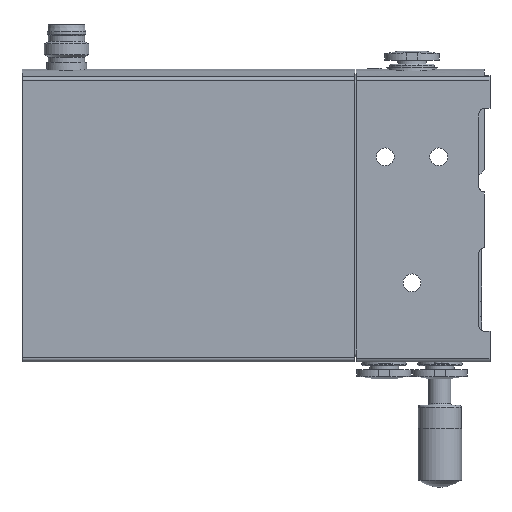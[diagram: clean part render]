
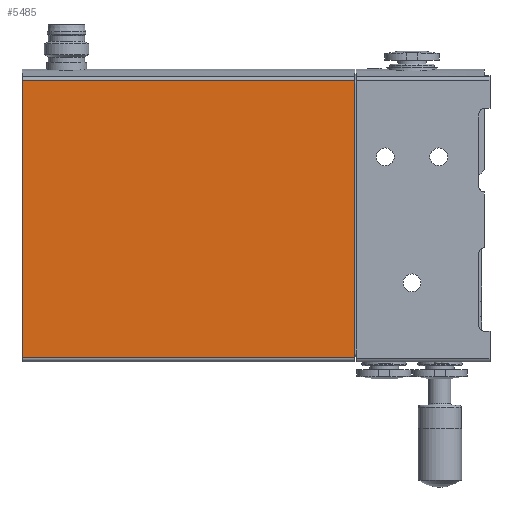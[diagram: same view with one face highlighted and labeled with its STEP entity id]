
A CAD part, left-side view. The second image highlights one B-rep face of the part: STEP entity #5485.
In plain terms, the highlighted planar face has unit normal (-1, 0, 0).
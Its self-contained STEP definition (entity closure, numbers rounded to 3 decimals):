
#755=ORIENTED_EDGE('',*,*,#1736,.T.);
#756=ORIENTED_EDGE('',*,*,#1737,.T.);
#757=ORIENTED_EDGE('',*,*,#1738,.F.);
#758=ORIENTED_EDGE('',*,*,#1739,.F.);
#1736=EDGE_CURVE('',#2205,#2206,#2517,.T.);
#1737=EDGE_CURVE('',#2206,#2207,#2518,.T.);
#1738=EDGE_CURVE('',#2208,#2207,#2519,.T.);
#1739=EDGE_CURVE('',#2205,#2208,#2520,.T.);
#2205=VERTEX_POINT('',#8058);
#2206=VERTEX_POINT('',#8059);
#2207=VERTEX_POINT('',#8061);
#2208=VERTEX_POINT('',#8063);
#2517=LINE('',#8057,#2780);
#2518=LINE('',#8060,#2781);
#2519=LINE('',#8062,#2782);
#2520=LINE('',#8064,#2783);
#2780=VECTOR('',#6639,1000.);
#2781=VECTOR('',#6640,1000.);
#2782=VECTOR('',#6641,1000.);
#2783=VECTOR('',#6642,1000.);
#2972=EDGE_LOOP('',(#755,#756,#757,#758));
#3312=FACE_BOUND('',#2972,.T.);
#3624=PLANE('',#5842);
#5485=ADVANCED_FACE('',(#3312),#3624,.F.);
#5842=AXIS2_PLACEMENT_3D('',#8056,#6637,#6638);
#6637=DIRECTION('',(1.,0.,0.));
#6638=DIRECTION('',(0.,0.,-1.));
#6639=DIRECTION('',(0.,-1.,0.));
#6640=DIRECTION('',(0.,0.,1.));
#6641=DIRECTION('',(0.,-1.,0.));
#6642=DIRECTION('',(0.,0.,1.));
#8056=CARTESIAN_POINT('',(-8.9,84.,-25.55));
#8057=CARTESIAN_POINT('',(-8.9,84.,-25.55));
#8058=CARTESIAN_POINT('',(-8.9,84.,-25.55));
#8059=CARTESIAN_POINT('',(-8.9,24.3,-25.55));
#8060=CARTESIAN_POINT('',(-8.9,24.3,-25.55));
#8061=CARTESIAN_POINT('',(-8.9,24.3,24.239));
#8062=CARTESIAN_POINT('',(-8.9,84.,24.239));
#8063=CARTESIAN_POINT('',(-8.9,84.,24.239));
#8064=CARTESIAN_POINT('',(-8.9,84.,-25.55));
